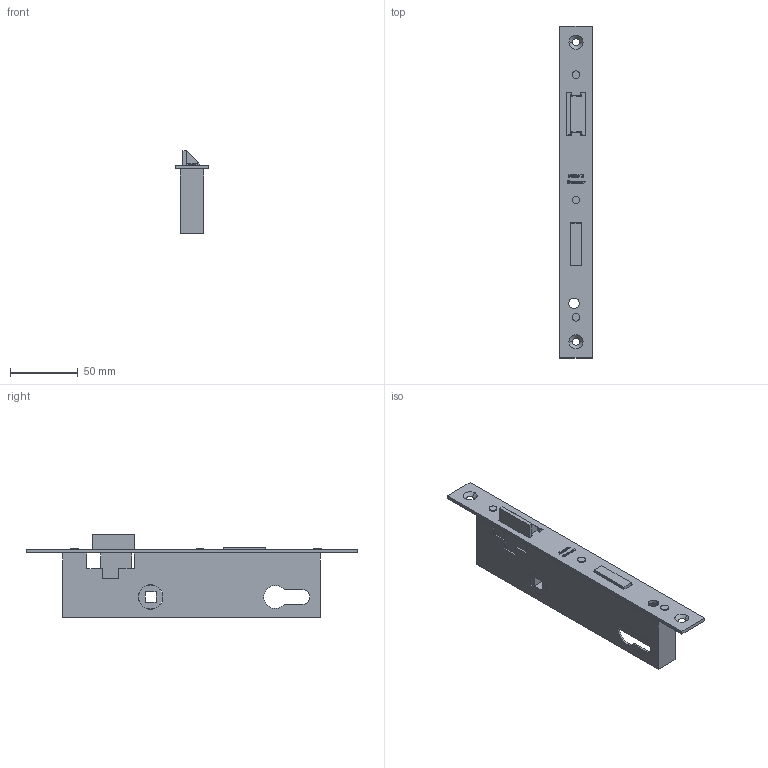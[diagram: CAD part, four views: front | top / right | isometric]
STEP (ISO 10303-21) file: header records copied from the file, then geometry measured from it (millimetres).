
FILE_DESCRIPTION (( 'STEP AP203' ), '1' );
FILE_NAME ('50102.step', '2019-06-04T11:53:14', ( '' ), ( '' ), 'SwSTEP 2.0', 'SolidWorks 2015', '' );
FILE_SCHEMA (( 'CONFIG_CONTROL_DESIGN' ));
Length unit declared in the file: millimetre
Products named in the file (1): 50102
Bounding box: 24 x 245 x 61 mm (x, y, z)
Volume: 60963.3 mm3; surface area: 55679.2 mm2
Topology: 4 solids, 4 shells, 467 faces, 1257 edges, 836 vertices
Faces by surface type: plane 274, bspline 165, cylinder 24, cone 4
Entity records: 23204 total; most frequent: CARTESIAN_POINT 12446, ORIENTED_EDGE 2514, DIRECTION 1585, EDGE_CURVE 1257, VECTOR 875, LINE 875, VERTEX_POINT 836, EDGE_LOOP 529
